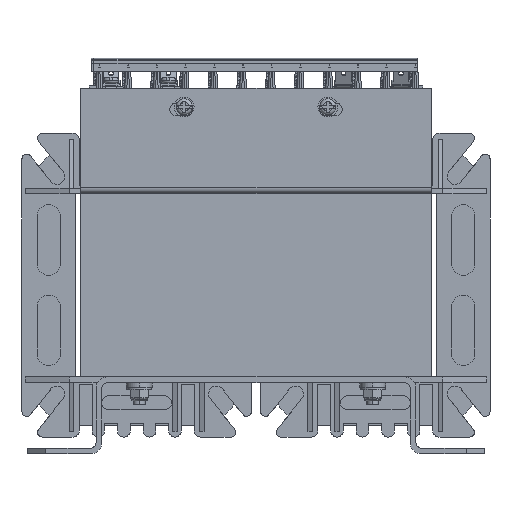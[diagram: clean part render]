
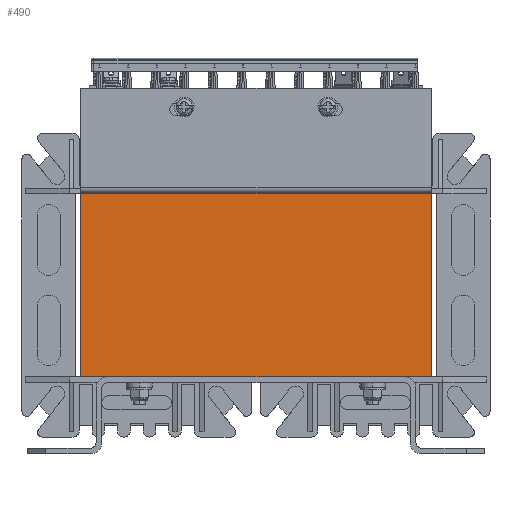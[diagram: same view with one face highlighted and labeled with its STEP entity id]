
A CAD part, left-side view. The second image highlights one B-rep face of the part: STEP entity #490.
In plain terms, the highlighted planar face has unit normal (-1, 0, 0).
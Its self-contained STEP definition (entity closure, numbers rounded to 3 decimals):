
#41=DIRECTION('',(0.,-1.,0.));
#42=VECTOR('',#41,150.);
#43=CARTESIAN_POINT('',(-125.,75.,-39.25));
#44=LINE('',#43,#42);
#121=DIRECTION('',(0.,-1.,0.));
#122=VECTOR('',#121,150.);
#123=CARTESIAN_POINT('',(-125.,75.,39.25));
#124=LINE('',#123,#122);
#177=DIRECTION('',(0.,0.,1.));
#178=VECTOR('',#177,78.5);
#179=CARTESIAN_POINT('',(-125.,75.,-39.25));
#180=LINE('',#179,#178);
#189=DIRECTION('',(0.,0.,1.));
#190=VECTOR('',#189,78.5);
#191=CARTESIAN_POINT('',(-125.,-75.,-39.25));
#192=LINE('',#191,#190);
#225=CARTESIAN_POINT('',(-125.,75.,-39.25));
#226=CARTESIAN_POINT('',(-125.,-75.,-39.25));
#227=VERTEX_POINT('',#225);
#228=VERTEX_POINT('',#226);
#257=CARTESIAN_POINT('',(-125.,75.,39.25));
#258=CARTESIAN_POINT('',(-125.,-75.,39.25));
#259=VERTEX_POINT('',#257);
#260=VERTEX_POINT('',#258);
#477=CARTESIAN_POINT('',(-125.,75.,-39.25));
#478=DIRECTION('',(-1.,0.,0.));
#479=DIRECTION('',(0.,-1.,0.));
#480=AXIS2_PLACEMENT_3D('',#477,#478,#479);
#481=PLANE('',#480);
#482=ORIENTED_EDGE('',*,*,#278,.F.);
#484=ORIENTED_EDGE('',*,*,#483,.T.);
#485=ORIENTED_EDGE('',*,*,#356,.T.);
#487=ORIENTED_EDGE('',*,*,#486,.F.);
#488=EDGE_LOOP('',(#482,#484,#485,#487));
#489=FACE_OUTER_BOUND('',#488,.F.);
#278=EDGE_CURVE('',#227,#228,#44,.T.);
#356=EDGE_CURVE('',#259,#260,#124,.T.);
#483=EDGE_CURVE('',#227,#259,#180,.T.);
#486=EDGE_CURVE('',#228,#260,#192,.T.);
#490=ADVANCED_FACE('',(#489),#481,.T.);
